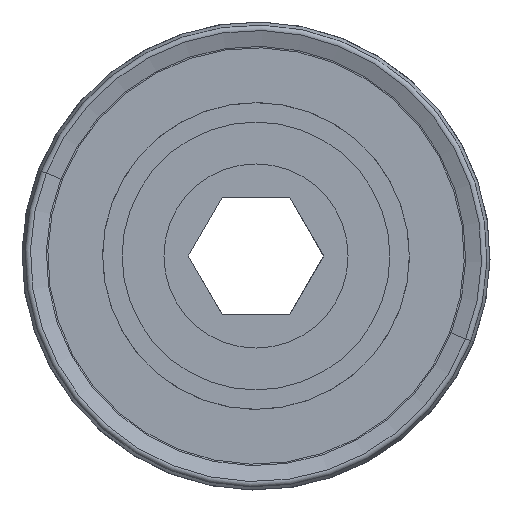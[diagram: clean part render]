
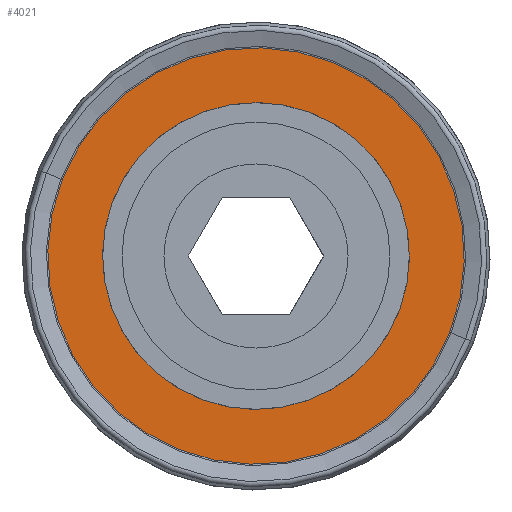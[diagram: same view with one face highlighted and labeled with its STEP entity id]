
A CAD part, left-side view. The second image highlights one B-rep face of the part: STEP entity #4021.
In plain terms, the highlighted face is planar.
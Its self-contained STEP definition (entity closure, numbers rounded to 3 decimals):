
#287 = EDGE_CURVE ( 'NONE', #6121, #1523, #2483, .T. ) ;
#1523 = VERTEX_POINT ( 'NONE', #23110 ) ;
#1685 = ORIENTED_EDGE ( 'NONE', *, *, #22986, .T. ) ;
#2483 = CIRCLE ( 'NONE', #19230, 12.44 ) ;
#3349 = CARTESIAN_POINT ( 'NONE',  ( 0., 1., -9.16 ) ) ;
#3381 = AXIS2_PLACEMENT_3D ( 'NONE', #10071, #32556, #30333 ) ;
#3417 = DIRECTION ( 'NONE',  ( 0., 0., -1. ) ) ;
#4021 = ADVANCED_FACE ( 'NONE', ( #9260, #26184 ), #22687, .F. ) ;
#4919 = EDGE_LOOP ( 'NONE', ( #19981, #13407 ) ) ;
#5320 = EDGE_LOOP ( 'NONE', ( #15214, #1685 ) ) ;
#6121 = VERTEX_POINT ( 'NONE', #29958 ) ;
#7194 = CIRCLE ( 'NONE', #3381, 12.44 ) ;
#7944 = CIRCLE ( 'NONE', #10818, 9.16 ) ;
#8258 = VERTEX_POINT ( 'NONE', #3349 ) ;
#9260 = FACE_OUTER_BOUND ( 'NONE', #5320, .T. ) ;
#9478 = AXIS2_PLACEMENT_3D ( 'NONE', #31284, #31613, #16497 ) ;
#9904 = VERTEX_POINT ( 'NONE', #10476 ) ;
#10071 = CARTESIAN_POINT ( 'NONE',  ( 0., 1., 0. ) ) ;
#10476 = CARTESIAN_POINT ( 'NONE',  ( 0., 1., 9.16 ) ) ;
#10818 = AXIS2_PLACEMENT_3D ( 'NONE', #32406, #14870, #12348 ) ;
#11437 = CARTESIAN_POINT ( 'NONE',  ( 0., 1., 0. ) ) ;
#12348 = DIRECTION ( 'NONE',  ( 0., 0., -1. ) ) ;
#13407 = ORIENTED_EDGE ( 'NONE', *, *, #26999, .T. ) ;
#14870 = DIRECTION ( 'NONE',  ( 0., -1., 0. ) ) ;
#15214 = ORIENTED_EDGE ( 'NONE', *, *, #287, .T. ) ;
#15977 = CARTESIAN_POINT ( 'NONE',  ( 0., 1., 0. ) ) ;
#16497 = DIRECTION ( 'NONE',  ( 0., 0., -1. ) ) ;
#17611 = DIRECTION ( 'NONE',  ( 0., -1., 0. ) ) ;
#17817 = EDGE_CURVE ( 'NONE', #8258, #9904, #26321, .T. ) ;
#19119 = DIRECTION ( 'NONE',  ( 0., 0., -1. ) ) ;
#19230 = AXIS2_PLACEMENT_3D ( 'NONE', #11437, #31590, #19119 ) ;
#19981 = ORIENTED_EDGE ( 'NONE', *, *, #17817, .T. ) ;
#20258 = AXIS2_PLACEMENT_3D ( 'NONE', #15977, #17611, #3417 ) ;
#22687 = PLANE ( 'NONE',  #20258 ) ;
#22986 = EDGE_CURVE ( 'NONE', #1523, #6121, #7194, .T. ) ;
#23110 = CARTESIAN_POINT ( 'NONE',  ( 0., 1., 12.44 ) ) ;
#26184 = FACE_BOUND ( 'NONE', #4919, .T. ) ;
#26321 = CIRCLE ( 'NONE', #9478, 9.16 ) ;
#26999 = EDGE_CURVE ( 'NONE', #9904, #8258, #7944, .T. ) ;
#29958 = CARTESIAN_POINT ( 'NONE',  ( 0., 1., -12.44 ) ) ;
#30333 = DIRECTION ( 'NONE',  ( 0., 0., -1. ) ) ;
#31284 = CARTESIAN_POINT ( 'NONE',  ( 0., 1., 0. ) ) ;
#31590 = DIRECTION ( 'NONE',  ( 0., 1., 0. ) ) ;
#31613 = DIRECTION ( 'NONE',  ( 0., -1., 0. ) ) ;
#32406 = CARTESIAN_POINT ( 'NONE',  ( 0., 1., 0. ) ) ;
#32556 = DIRECTION ( 'NONE',  ( 0., 1., 0. ) ) ;
